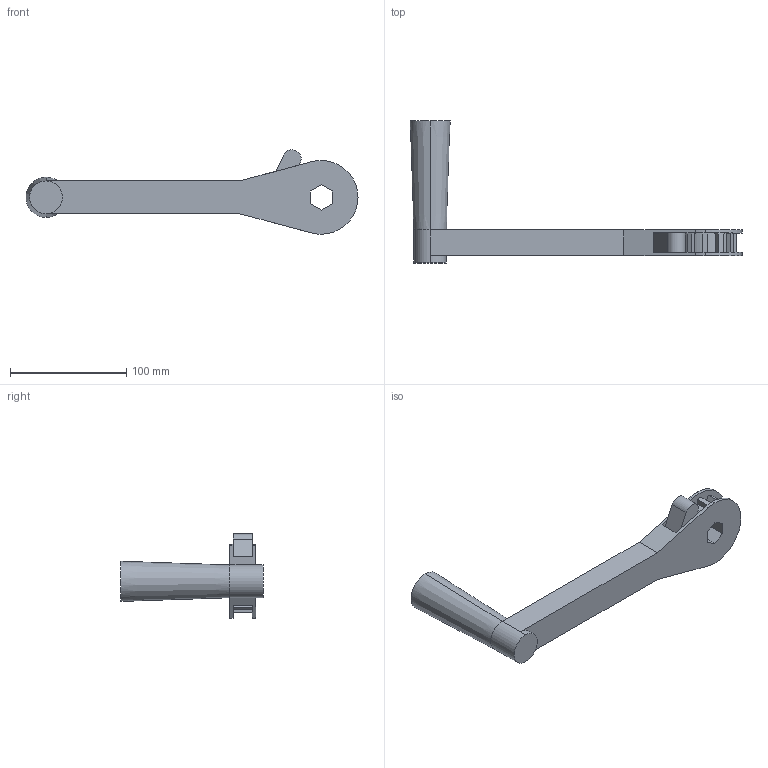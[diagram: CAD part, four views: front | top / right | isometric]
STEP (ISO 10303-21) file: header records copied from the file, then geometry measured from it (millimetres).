
FILE_DESCRIPTION (( 'STEP AP203' ), '1' );
FILE_NAME ('6393K55.step', '2006-05-22T21:09:53', ( ' ' ), ( ' ' ), 'SwSTEP 2.0', 'SolidWorks 2005103', '' );
FILE_SCHEMA (( 'CONFIG_CONTROL_DESIGN' ));
Length unit declared in the file: inch
Products named in the file (1): 6393K55
Bounding box: 285.75 x 122.24 x 72.7 mm (x, y, z)
Volume: 261338.6 mm3; surface area: 51997 mm2
Topology: 1 solids, 1 shells, 83 faces, 231 edges, 150 vertices
Faces by surface type: plane 60, cylinder 21, cone 2
Entity records: 2721 total; most frequent: CARTESIAN_POINT 465, ORIENTED_EDGE 462, DIRECTION 444, EDGE_CURVE 231, VECTOR 186, LINE 186, VERTEX_POINT 150, AXIS2_PLACEMENT_3D 129
